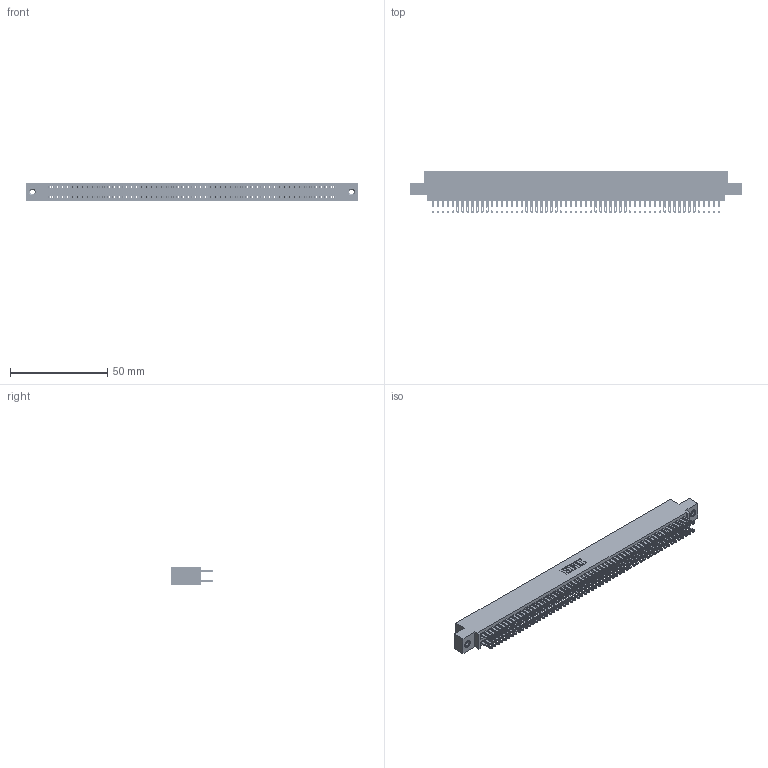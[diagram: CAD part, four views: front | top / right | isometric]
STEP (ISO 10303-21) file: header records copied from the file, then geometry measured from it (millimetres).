
FILE_DESCRIPTION (( 'STEP AP203' ), '1' );
FILE_NAME ('345-118-500-508.STEP', '2019-11-05T18:04:18', ( '' ), ( '' ), 'SwSTEP 2.0', 'SolidWorks 2016', '' );
FILE_SCHEMA (( 'CONFIG_CONTROL_DESIGN' ));
Length unit declared in the file: inch
Products named in the file (4): 345-292-001_345-293-100; 345-118-500-508; 345-250-001_345-250-003-102; 345 Part_0.110 Offset - 0.156 Dia-TI
Assembly tree (121 placements, depth 2):
  345-118-500-508
    345 Part_0.110 Offset - 0.156 Dia-TI
    345-292-001_345-293-100  x118
    345-250-001_345-250-003-102  x2
Bounding box: 171.07 x 21.51 x 9.4 mm (x, y, z)
Volume: 17056.3 mm3; surface area: 26851.2 mm2
Topology: 121 solids, 121 shells, 5618 faces, 17127 edges, 11410 vertices
Faces by surface type: plane 3302, cylinder 2300, cone 12, torus 4
Entity records: 45252 total; most frequent: CARTESIAN_POINT 7551, ORIENTED_EDGE 7478, DIRECTION 6665, EDGE_CURVE 3739, VECTOR 3347, LINE 3347, VERTEX_POINT 2488, AXIS2_PLACEMENT_3D 1659
